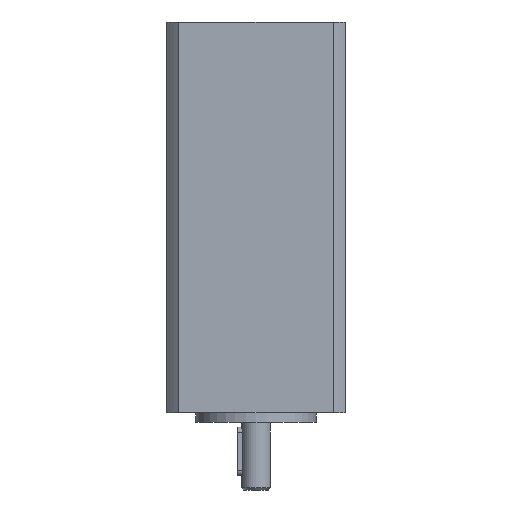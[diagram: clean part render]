
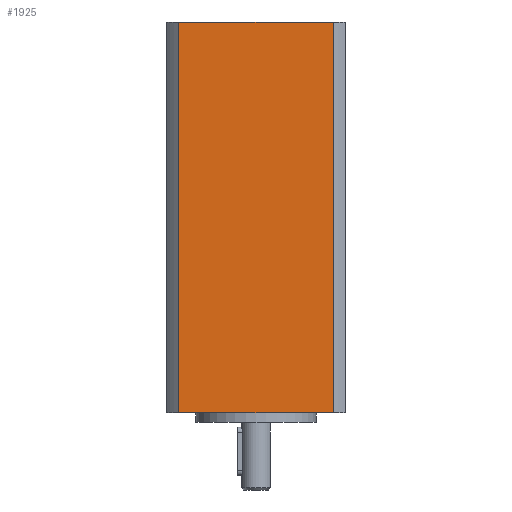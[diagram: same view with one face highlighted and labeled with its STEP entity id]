
A CAD part, front view. The second image highlights one B-rep face of the part: STEP entity #1925.
In plain terms, the highlighted planar face has unit normal (0, -1, 0).
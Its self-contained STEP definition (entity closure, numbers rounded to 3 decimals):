
#1791=CARTESIAN_POINT('',(-16.062,-18.5,81.0));
#1792=VERTEX_POINT('',#1791);
#1793=CARTESIAN_POINT('',(-16.062,-18.5,0.0));
#1794=VERTEX_POINT('',#1793);
#1795=CARTESIAN_POINT('',(-16.062,-18.5,81.0));
#1796=DIRECTION('',(0.0,0.0,-1.0));
#1797=VECTOR('',#1796,81.0);
#1798=LINE('',#1795,#1797);
#1799=EDGE_CURVE('',#1792,#1794,#1798,.T.);
#1843=CARTESIAN_POINT('',(16.062,-18.5,81.0));
#1844=VERTEX_POINT('',#1843);
#1852=CARTESIAN_POINT('',(16.062,-18.5,0.0));
#1853=VERTEX_POINT('',#1852);
#1854=CARTESIAN_POINT('',(16.062,-18.5,0.0));
#1855=DIRECTION('',(0.0,0.0,1.0));
#1856=VECTOR('',#1855,81.0);
#1857=LINE('',#1854,#1856);
#1858=EDGE_CURVE('',#1853,#1844,#1857,.T.);
#1904=CARTESIAN_POINT('',(18.5,-18.5,0.0));
#1905=DIRECTION('',(0.0,-1.0,0.0));
#1906=DIRECTION('',(0.0,0.0,-1.0));
#1907=AXIS2_PLACEMENT_3D('',#1904,#1905,#1906);
#1908=PLANE('',#1907);
#1909=ORIENTED_EDGE('',*,*,#1799,.T.);
#1910=CARTESIAN_POINT('',(16.062,-18.5,0.0));
#1911=DIRECTION('',(-1.0,0.0,0.0));
#1912=VECTOR('',#1911,32.125);
#1913=LINE('',#1910,#1912);
#1914=EDGE_CURVE('',#1853,#1794,#1913,.T.);
#1915=ORIENTED_EDGE('',*,*,#1914,.F.);
#1916=ORIENTED_EDGE('',*,*,#1858,.T.);
#1917=CARTESIAN_POINT('',(16.062,-18.5,81.0));
#1918=DIRECTION('',(-1.0,0.0,0.0));
#1919=VECTOR('',#1918,32.125);
#1920=LINE('',#1917,#1919);
#1921=EDGE_CURVE('',#1844,#1792,#1920,.T.);
#1922=ORIENTED_EDGE('',*,*,#1921,.T.);
#1923=EDGE_LOOP('',(#1909,#1915,#1916,#1922));
#1924=FACE_OUTER_BOUND('',#1923,.T.);
#1925=ADVANCED_FACE('',(#1924),#1908,.T.);
